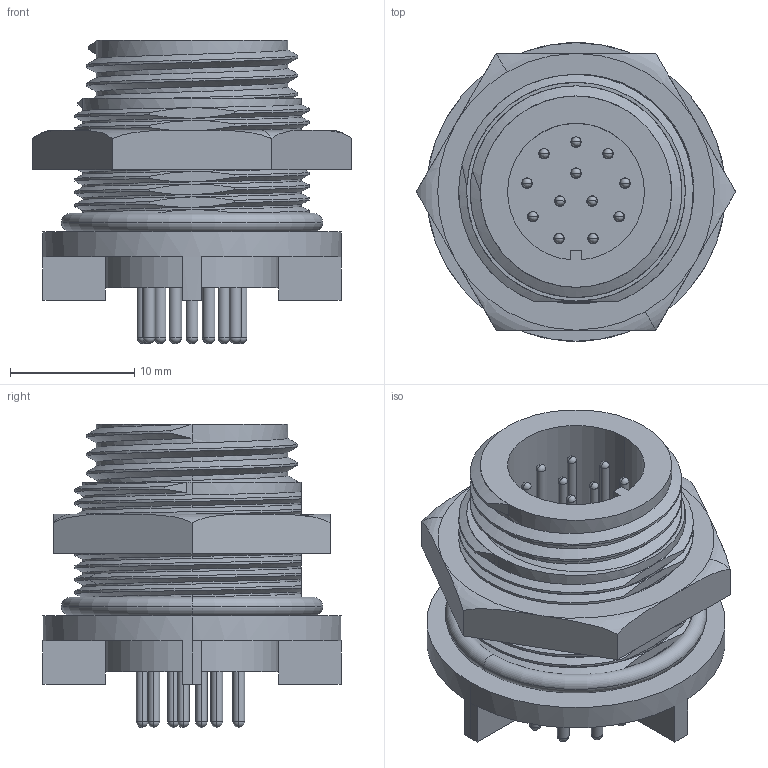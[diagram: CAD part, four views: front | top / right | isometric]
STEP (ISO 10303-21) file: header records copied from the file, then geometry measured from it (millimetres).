
FILE_DESCRIPTION(('STEP AP242'),'1');
FILE_NAME('px0413-12p-pc.stp','2019-08-13T08:20:30',('TraceParts'),('TraceParts S.A.'),'Spatial InterOp 3D',' ',' ');
FILE_SCHEMA(('AP242_MANAGED_MODEL_BASED_3D_ENGINEERING_MIM_LF {1 0 10303 442 1 1 4}'));
Length unit declared in the file: millimetre
Products named in the file (1): px0413-12p-pc_1
Bounding box: 25.66 x 24 x 24.38 mm (x, y, z)
Volume: 4605 mm3; surface area: 6391.6 mm2
Topology: 16 solids, 16 shells, 1399 faces, 3647 edges, 2327 vertices
Faces by surface type: plane 766, cylinder 316, cone 192, bspline 53, sphere 48, torus 24
Entity records: 51918 total; most frequent: CARTESIAN_POINT 17772, ORIENTED_EDGE 7198, DIRECTION 6925, EDGE_CURVE 3599, AXIS2_PLACEMENT_3D 2396, VERTEX_POINT 2327, LINE 2133, VECTOR 2133
